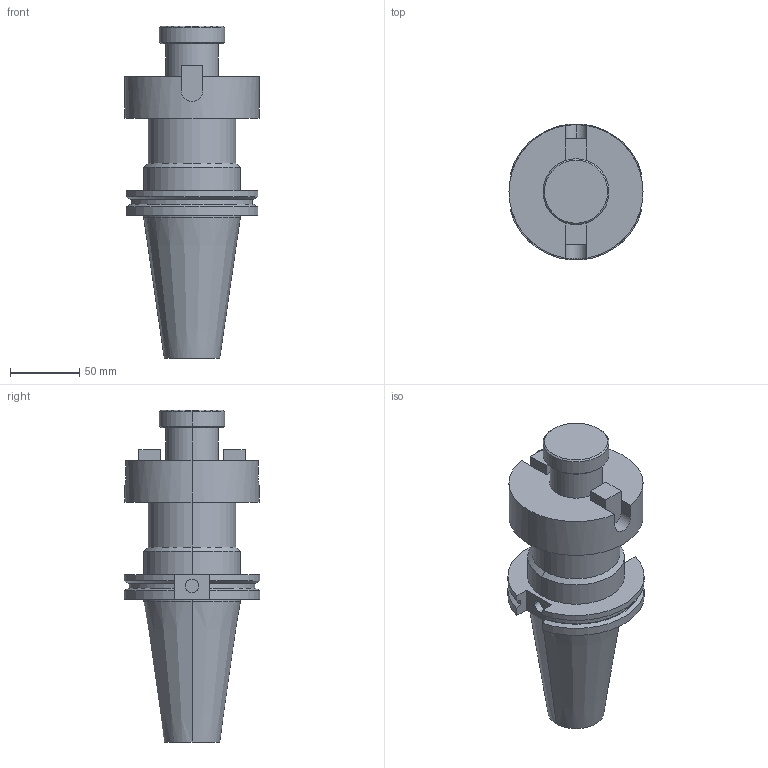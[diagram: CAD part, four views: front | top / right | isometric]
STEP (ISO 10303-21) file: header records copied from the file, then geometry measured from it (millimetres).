
FILE_DESCRIPTION (( 'STEP AP203' ), '1' );
FILE_NAME ('STP-44.151.77.400.STEP', '2020-06-30T06:56:15', ( '' ), ( '' ), 'SwSTEP 2.0', 'SolidWorks 2017', '' );
FILE_SCHEMA (( 'CONFIG_CONTROL_DESIGN' ));
Length unit declared in the file: millimetre
Products named in the file (1): STP-44.151.77.400
Bounding box: 96.77 x 98.05 x 239.72 mm (x, y, z)
Volume: 785524.1 mm3; surface area: 83695.3 mm2
Topology: 4 solids, 4 shells, 86 faces, 198 edges, 125 vertices
Faces by surface type: plane 36, cylinder 32, cone 18
Entity records: 2581 total; most frequent: CARTESIAN_POINT 521, DIRECTION 434, ORIENTED_EDGE 392, EDGE_CURVE 196, AXIS2_PLACEMENT_3D 162, VERTEX_POINT 125, LINE 110, VECTOR 110
